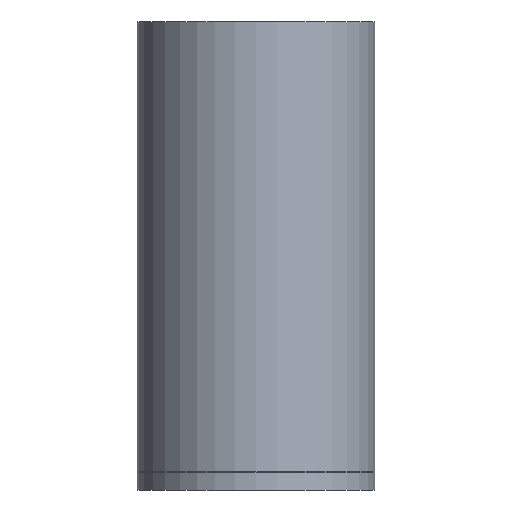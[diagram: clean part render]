
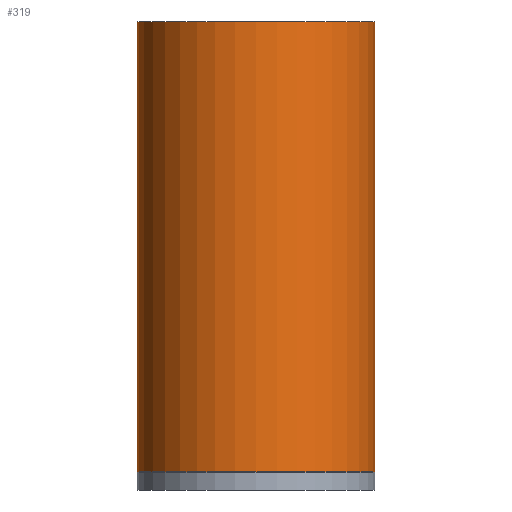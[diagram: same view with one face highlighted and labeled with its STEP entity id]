
A CAD part, front view. The second image highlights one B-rep face of the part: STEP entity #319.
In plain terms, the highlighted cylindrical face has radius 16.5 mm (diameter 33 mm), a full revolution.
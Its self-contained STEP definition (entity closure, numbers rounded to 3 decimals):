
#31=FACE_OUTER_BOUND('',#50,.T.);
#50=EDGE_LOOP('',(#221,#222,#223,#224,#225));
#74=LINE('',#503,#102);
#102=VECTOR('',#402,16.5);
#130=CIRCLE('',#359,16.5);
#131=CIRCLE('',#360,16.5);
#132=CIRCLE('',#361,16.5);
#147=VERTEX_POINT('',#498);
#148=VERTEX_POINT('',#499);
#149=VERTEX_POINT('',#502);
#176=EDGE_CURVE('',#147,#148,#130,.T.);
#177=EDGE_CURVE('',#148,#147,#131,.T.);
#178=EDGE_CURVE('',#147,#149,#74,.T.);
#179=EDGE_CURVE('',#149,#149,#132,.T.);
#221=ORIENTED_EDGE('',*,*,#176,.T.);
#222=ORIENTED_EDGE('',*,*,#177,.T.);
#223=ORIENTED_EDGE('',*,*,#178,.T.);
#224=ORIENTED_EDGE('',*,*,#179,.F.);
#225=ORIENTED_EDGE('',*,*,#178,.F.);
#311=CYLINDRICAL_SURFACE('',#358,16.5);
#319=ADVANCED_FACE('',(#31),#311,.T.);
#358=AXIS2_PLACEMENT_3D('',#497,#396,#397);
#359=AXIS2_PLACEMENT_3D('',#500,#398,#399);
#360=AXIS2_PLACEMENT_3D('',#501,#400,#401);
#361=AXIS2_PLACEMENT_3D('',#504,#403,#404);
#396=DIRECTION('center_axis',(0.,0.,-1.));
#397=DIRECTION('ref_axis',(-1.,0.,0.));
#398=DIRECTION('center_axis',(0.,0.,1.));
#399=DIRECTION('ref_axis',(1.,0.,0.));
#400=DIRECTION('center_axis',(0.,0.,1.));
#401=DIRECTION('ref_axis',(1.,0.,0.));
#402=DIRECTION('',(0.,0.,1.));
#403=DIRECTION('center_axis',(0.,0.,1.));
#404=DIRECTION('ref_axis',(1.,0.,0.));
#497=CARTESIAN_POINT('Origin',(0.,0.,85.452));
#498=CARTESIAN_POINT('',(16.5,0.,22.952));
#499=CARTESIAN_POINT('',(-16.5,0.,22.952));
#500=CARTESIAN_POINT('Origin',(0.,0.,22.952));
#501=CARTESIAN_POINT('Origin',(0.,0.,22.952));
#502=CARTESIAN_POINT('',(16.5,0.,85.452));
#503=CARTESIAN_POINT('',(16.5,0.,85.452));
#504=CARTESIAN_POINT('Origin',(0.,0.,85.452));
